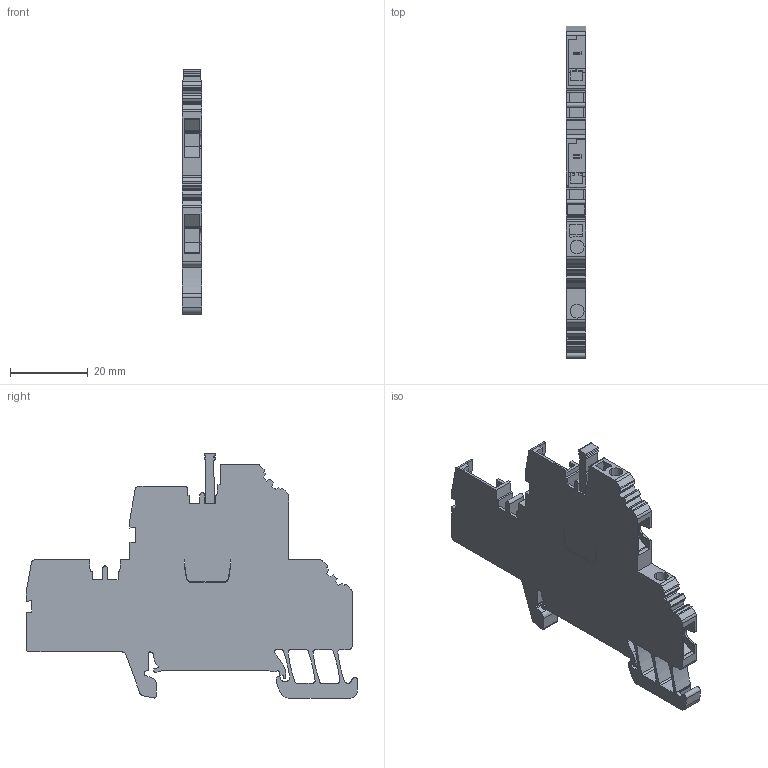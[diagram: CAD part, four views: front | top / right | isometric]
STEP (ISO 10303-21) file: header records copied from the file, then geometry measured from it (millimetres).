
FILE_DESCRIPTION(('CATIA V5 STEP Exchange','CAx-IF Rec.Pracs.--- Model Styling and Organization---1.4--- 2014-01-23'),'2;1');
FILE_NAME ('D1450800_0', '2020-03-09T12:41:13+00:00', ('none'), ('Weidmueller'), 'CATIA Version 5-6 Release 2016 SP3 HF44', 'CATIA V5 STEP AP214', 'none');
FILE_SCHEMA(('AUTOMOTIVE_DESIGN { 1 0 10303 214 1 1 1 1 }'));
Length unit declared in the file: millimetre
Products named in the file (1): 1305300000_WDT_2-5-2_V
Bounding box: 5.1 x 85.25 x 62.82 mm (x, y, z)
Volume: 12759.3 mm3; surface area: 10856.9 mm2
Topology: 5 solids, 5 shells, 541 faces, 1598 edges, 1070 vertices
Faces by surface type: plane 364, cylinder 175, extrusion 2
Entity records: 17399 total; most frequent: CARTESIAN_POINT 3227, ORIENTED_EDGE 3196, DIRECTION 2504, EDGE_CURVE 1598, VECTOR 1210, LINE 1208, VERTEX_POINT 1070, AXIS2_PLACEMENT_3D 825
